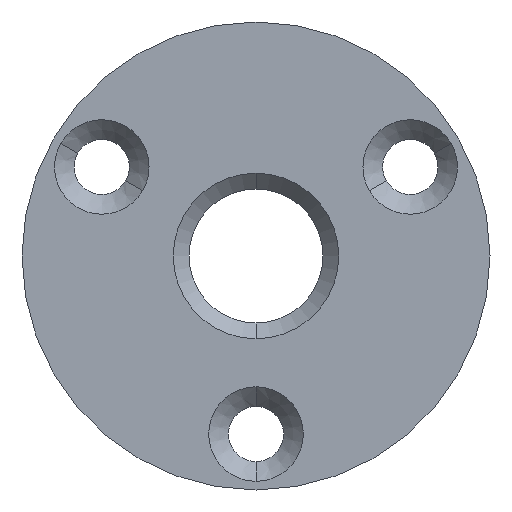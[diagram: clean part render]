
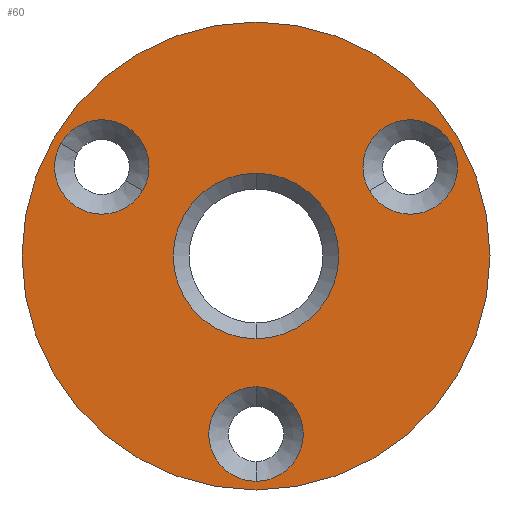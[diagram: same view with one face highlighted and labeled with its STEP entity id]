
A CAD part, front view. The second image highlights one B-rep face of the part: STEP entity #60.
In plain terms, the highlighted planar face has unit normal (0, -1, 0).
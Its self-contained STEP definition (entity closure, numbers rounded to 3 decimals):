
#8 = CARTESIAN_POINT ( 'NONE',  ( -9.786, 0., 5.65 ) ) ;
#19 = ORIENTED_EDGE ( 'NONE', *, *, #839, .T. ) ;
#29 = CARTESIAN_POINT ( 'NONE',  ( 0., 0., -8.3 ) ) ;
#49 = FACE_OUTER_BOUND ( 'NONE', #424, .T. ) ;
#51 = EDGE_CURVE ( 'NONE', #664, #190, #94, .T. ) ;
#60 = ADVANCED_FACE ( 'NONE', ( #212, #641, #767, #731, #49 ), #648, .F. ) ;
#69 = DIRECTION ( 'NONE',  ( -0.866, 0., -0.5 ) ) ;
#73 = CIRCLE ( 'NONE', #397, 3. ) ;
#94 = CIRCLE ( 'NONE', #763, 3. ) ;
#96 = ORIENTED_EDGE ( 'NONE', *, *, #147, .T. ) ;
#131 = DIRECTION ( 'NONE',  ( 0., 1., 0. ) ) ;
#134 = CARTESIAN_POINT ( 'NONE',  ( 12.384, 0., 7.15 ) ) ;
#137 = CARTESIAN_POINT ( 'NONE',  ( 0., 0., -14.85 ) ) ;
#140 = EDGE_CURVE ( 'NONE', #467, #584, #187, .T. ) ;
#143 = EDGE_CURVE ( 'NONE', #543, #643, #254, .T. ) ;
#147 = EDGE_CURVE ( 'NONE', #378, #804, #700, .T. ) ;
#153 = EDGE_LOOP ( 'NONE', ( #352, #817 ) ) ;
#164 = CARTESIAN_POINT ( 'NONE',  ( -7.188, 0., 4.15 ) ) ;
#183 = AXIS2_PLACEMENT_3D ( 'NONE', #683, #353, #675 ) ;
#187 = CIRCLE ( 'NONE', #432, 5.25 ) ;
#190 = VERTEX_POINT ( 'NONE', #134 ) ;
#197 = CARTESIAN_POINT ( 'NONE',  ( -9.786, 0., 5.65 ) ) ;
#212 = FACE_BOUND ( 'NONE', #153, .T. ) ;
#216 = DIRECTION ( 'NONE',  ( 0., 0., 1. ) ) ;
#230 = CARTESIAN_POINT ( 'NONE',  ( 0., 0., -5.25 ) ) ;
#238 = EDGE_CURVE ( 'NONE', #584, #467, #423, .T. ) ;
#246 = VERTEX_POINT ( 'NONE', #137 ) ;
#249 = DIRECTION ( 'NONE',  ( 0., 1., 0. ) ) ;
#254 = CIRCLE ( 'NONE', #603, 3. ) ;
#263 = CIRCLE ( 'NONE', #325, 3. ) ;
#279 = EDGE_CURVE ( 'NONE', #643, #543, #263, .T. ) ;
#285 = ORIENTED_EDGE ( 'NONE', *, *, #590, .F. ) ;
#296 = CARTESIAN_POINT ( 'NONE',  ( -12.384, 0., 7.15 ) ) ;
#299 = CIRCLE ( 'NONE', #309, 14.85 ) ;
#305 = EDGE_LOOP ( 'NONE', ( #580, #562 ) ) ;
#309 = AXIS2_PLACEMENT_3D ( 'NONE', #755, #354, #484 ) ;
#313 = CIRCLE ( 'NONE', #183, 14.85 ) ;
#314 = CARTESIAN_POINT ( 'NONE',  ( 9.786, 0., 5.65 ) ) ;
#325 = AXIS2_PLACEMENT_3D ( 'NONE', #555, #481, #216 ) ;
#327 = DIRECTION ( 'NONE',  ( 0., 1., 0. ) ) ;
#332 = EDGE_CURVE ( 'NONE', #246, #436, #313, .T. ) ;
#335 = DIRECTION ( 'NONE',  ( 0.866, 0., -0.5 ) ) ;
#351 = CARTESIAN_POINT ( 'NONE',  ( 0., 0., -14.3 ) ) ;
#352 = ORIENTED_EDGE ( 'NONE', *, *, #140, .T. ) ;
#353 = DIRECTION ( 'NONE',  ( 0., 1., 0. ) ) ;
#354 = DIRECTION ( 'NONE',  ( 0., 1., 0. ) ) ;
#378 = VERTEX_POINT ( 'NONE', #296 ) ;
#391 = DIRECTION ( 'NONE',  ( 0., 1., 0. ) ) ;
#392 = CARTESIAN_POINT ( 'NONE',  ( 0., 0., -11.3 ) ) ;
#397 = AXIS2_PLACEMENT_3D ( 'NONE', #197, #327, #335 ) ;
#423 = CIRCLE ( 'NONE', #829, 5.25 ) ;
#424 = EDGE_LOOP ( 'NONE', ( #285, #457 ) ) ;
#432 = AXIS2_PLACEMENT_3D ( 'NONE', #533, #801, #460 ) ;
#436 = VERTEX_POINT ( 'NONE', #489 ) ;
#439 = DIRECTION ( 'NONE',  ( -0.866, 0., -0.5 ) ) ;
#456 = DIRECTION ( 'NONE',  ( 0.866, 0., -0.5 ) ) ;
#457 = ORIENTED_EDGE ( 'NONE', *, *, #332, .F. ) ;
#460 = DIRECTION ( 'NONE',  ( 0., 0., 1. ) ) ;
#467 = VERTEX_POINT ( 'NONE', #230 ) ;
#481 = DIRECTION ( 'NONE',  ( 0., 1., 0. ) ) ;
#484 = DIRECTION ( 'NONE',  ( 0., 0., 1. ) ) ;
#489 = CARTESIAN_POINT ( 'NONE',  ( 0., 0., 14.85 ) ) ;
#507 = EDGE_LOOP ( 'NONE', ( #96, #19 ) ) ;
#533 = CARTESIAN_POINT ( 'NONE',  ( 0., 0., 0. ) ) ;
#540 = DIRECTION ( 'NONE',  ( 0., 0., 1. ) ) ;
#543 = VERTEX_POINT ( 'NONE', #29 ) ;
#544 = DIRECTION ( 'NONE',  ( 0., 1., 0. ) ) ;
#545 = CIRCLE ( 'NONE', #809, 3. ) ;
#551 = ORIENTED_EDGE ( 'NONE', *, *, #51, .T. ) ;
#555 = CARTESIAN_POINT ( 'NONE',  ( 0., 0., -11.3 ) ) ;
#556 = CARTESIAN_POINT ( 'NONE',  ( 7.188, 0., 4.15 ) ) ;
#562 = ORIENTED_EDGE ( 'NONE', *, *, #143, .T. ) ;
#564 = AXIS2_PLACEMENT_3D ( 'NONE', #653, #249, #716 ) ;
#575 = DIRECTION ( 'NONE',  ( 0., 1., 0. ) ) ;
#576 = CARTESIAN_POINT ( 'NONE',  ( 9.786, 0., 5.65 ) ) ;
#580 = ORIENTED_EDGE ( 'NONE', *, *, #279, .T. ) ;
#584 = VERTEX_POINT ( 'NONE', #686 ) ;
#590 = EDGE_CURVE ( 'NONE', #436, #246, #299, .T. ) ;
#603 = AXIS2_PLACEMENT_3D ( 'NONE', #392, #736, #540 ) ;
#641 = FACE_BOUND ( 'NONE', #819, .T. ) ;
#643 = VERTEX_POINT ( 'NONE', #351 ) ;
#648 = PLANE ( 'NONE',  #564 ) ;
#653 = CARTESIAN_POINT ( 'NONE',  ( 0., 0., 0. ) ) ;
#661 = CARTESIAN_POINT ( 'NONE',  ( 0., 0., 0. ) ) ;
#664 = VERTEX_POINT ( 'NONE', #556 ) ;
#675 = DIRECTION ( 'NONE',  ( 0., 0., 1. ) ) ;
#683 = CARTESIAN_POINT ( 'NONE',  ( 0., 0., 0. ) ) ;
#686 = CARTESIAN_POINT ( 'NONE',  ( 0., 0., 5.25 ) ) ;
#700 = CIRCLE ( 'NONE', #735, 3. ) ;
#701 = ORIENTED_EDGE ( 'NONE', *, *, #833, .T. ) ;
#716 = DIRECTION ( 'NONE',  ( 0., 0., 1. ) ) ;
#727 = DIRECTION ( 'NONE',  ( 0., 0., 1. ) ) ;
#731 = FACE_BOUND ( 'NONE', #305, .T. ) ;
#735 = AXIS2_PLACEMENT_3D ( 'NONE', #8, #544, #456 ) ;
#736 = DIRECTION ( 'NONE',  ( 0., 1., 0. ) ) ;
#755 = CARTESIAN_POINT ( 'NONE',  ( 0., 0., 0. ) ) ;
#763 = AXIS2_PLACEMENT_3D ( 'NONE', #314, #575, #439 ) ;
#767 = FACE_BOUND ( 'NONE', #507, .T. ) ;
#801 = DIRECTION ( 'NONE',  ( 0., 1., 0. ) ) ;
#804 = VERTEX_POINT ( 'NONE', #164 ) ;
#809 = AXIS2_PLACEMENT_3D ( 'NONE', #576, #131, #69 ) ;
#817 = ORIENTED_EDGE ( 'NONE', *, *, #238, .T. ) ;
#819 = EDGE_LOOP ( 'NONE', ( #701, #551 ) ) ;
#829 = AXIS2_PLACEMENT_3D ( 'NONE', #661, #391, #727 ) ;
#833 = EDGE_CURVE ( 'NONE', #190, #664, #545, .T. ) ;
#839 = EDGE_CURVE ( 'NONE', #804, #378, #73, .T. ) ;
